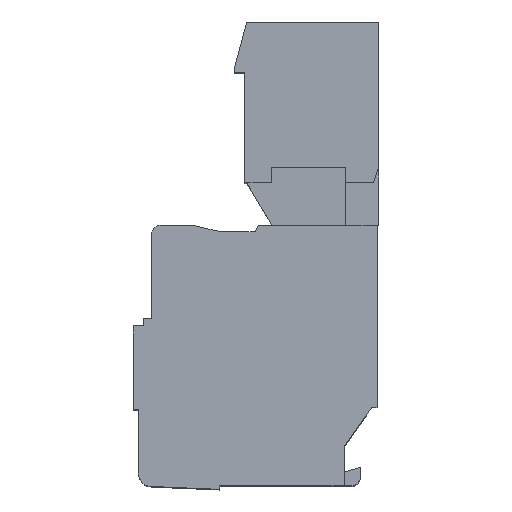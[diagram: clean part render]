
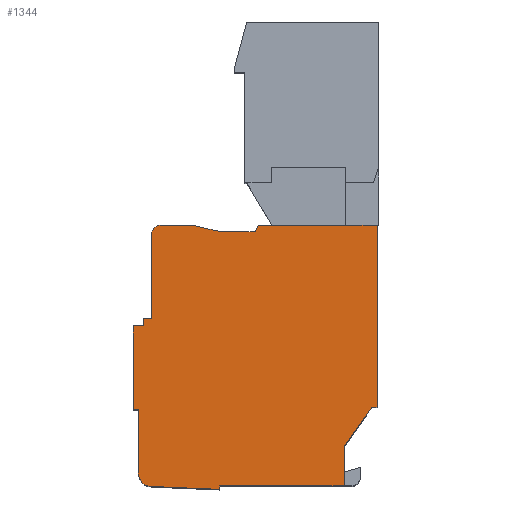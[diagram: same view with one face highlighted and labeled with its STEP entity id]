
A CAD part, top view. The second image highlights one B-rep face of the part: STEP entity #1344.
In plain terms, the highlighted planar face has unit normal (0, 0, 1).
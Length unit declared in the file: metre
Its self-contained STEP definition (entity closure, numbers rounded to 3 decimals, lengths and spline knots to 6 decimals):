
#1344 = ADVANCED_FACE( '', ( #2991 ), #2992, .T. );
#2991 = FACE_OUTER_BOUND( '', #4928, .T. );
#2992 = PLANE( '', #4929 );
#4928 = EDGE_LOOP( '', ( #9116, #9117, #9118, #9119, #9120, #9121, #9122, #9123, #9124, #9125, #9126, #9127, #9128, #9129, #9130, #9131, #9132, #9133, #9134, #9135, #9136 ) );
#4929 = AXIS2_PLACEMENT_3D( '', #9137, #9138, #9139 );
#9116 = ORIENTED_EDGE( '', *, *, #13418, .T. );
#9117 = ORIENTED_EDGE( '', *, *, #13330, .T. );
#9118 = ORIENTED_EDGE( '', *, *, #12617, .T. );
#9119 = ORIENTED_EDGE( '', *, *, #13440, .T. );
#9120 = ORIENTED_EDGE( '', *, *, #13124, .T. );
#9121 = ORIENTED_EDGE( '', *, *, #13441, .T. );
#9122 = ORIENTED_EDGE( '', *, *, #12473, .T. );
#9123 = ORIENTED_EDGE( '', *, *, #13015, .T. );
#9124 = ORIENTED_EDGE( '', *, *, #12072, .T. );
#9125 = ORIENTED_EDGE( '', *, *, #13340, .T. );
#9126 = ORIENTED_EDGE( '', *, *, #13442, .T. );
#9127 = ORIENTED_EDGE( '', *, *, #13027, .T. );
#9128 = ORIENTED_EDGE( '', *, *, #13443, .T. );
#9129 = ORIENTED_EDGE( '', *, *, #12347, .T. );
#9130 = ORIENTED_EDGE( '', *, *, #12337, .T. );
#9131 = ORIENTED_EDGE( '', *, *, #11997, .T. );
#9132 = ORIENTED_EDGE( '', *, *, #13444, .T. );
#9133 = ORIENTED_EDGE( '', *, *, #13445, .T. );
#9134 = ORIENTED_EDGE( '', *, *, #12924, .T. );
#9135 = ORIENTED_EDGE( '', *, *, #12043, .T. );
#9136 = ORIENTED_EDGE( '', *, *, #11703, .T. );
#9137 = CARTESIAN_POINT( '', ( -0.0056, 0.00795, 0.019101 ) );
#9138 = DIRECTION( '', ( 0., 0., 1. ) );
#9139 = DIRECTION( '', ( 1., 0., 0. ) );
#11703 = EDGE_CURVE( '', #14033, #14031, #14034, .T. );
#11997 = EDGE_CURVE( '', #14575, #14573, #14576, .T. );
#12043 = EDGE_CURVE( '', #14656, #14033, #14657, .T. );
#12072 = EDGE_CURVE( '', #14705, #14703, #14706, .T. );
#12337 = EDGE_CURVE( '', #15149, #14575, #15150, .T. );
#12347 = EDGE_CURVE( '', #15166, #15149, #15167, .T. );
#12473 = EDGE_CURVE( '', #15375, #15373, #15376, .T. );
#12617 = EDGE_CURVE( '', #15608, #15606, #15609, .T. );
#12924 = EDGE_CURVE( '', #16068, #14656, #16069, .T. );
#13015 = EDGE_CURVE( '', #15373, #14705, #16195, .T. );
#13027 = EDGE_CURVE( '', #16212, #16210, #16213, .T. );
#13124 = EDGE_CURVE( '', #16358, #16356, #16359, .T. );
#13330 = EDGE_CURVE( '', #16655, #15608, #16656, .T. );
#13340 = EDGE_CURVE( '', #14703, #16667, #16669, .T. );
#13418 = EDGE_CURVE( '', #14031, #16655, #16770, .T. );
#13440 = EDGE_CURVE( '', #15606, #16358, #16800, .T. );
#13441 = EDGE_CURVE( '', #16356, #15375, #16801, .T. );
#13442 = EDGE_CURVE( '', #16667, #16212, #16802, .T. );
#13443 = EDGE_CURVE( '', #16210, #15166, #16803, .T. );
#13444 = EDGE_CURVE( '', #14573, #16804, #16805, .T. );
#13445 = EDGE_CURVE( '', #16804, #16068, #16806, .T. );
#14031 = VERTEX_POINT( '', #17478 );
#14033 = VERTEX_POINT( '', #17481 );
#14034 = LINE( '', #17482, #17483 );
#14573 = VERTEX_POINT( '', #18262 );
#14575 = VERTEX_POINT( '', #18265 );
#14576 = LINE( '', #18266, #18267 );
#14656 = VERTEX_POINT( '', #18383 );
#14657 = LINE( '', #18384, #18385 );
#14703 = VERTEX_POINT( '', #18469 );
#14705 = VERTEX_POINT( '', #18472 );
#14706 = LINE( '', #18473, #18474 );
#15149 = VERTEX_POINT( '', #19151 );
#15150 = LINE( '', #19152, #19153 );
#15166 = VERTEX_POINT( '', #19172 );
#15167 = LINE( '', #19173, #19174 );
#15373 = VERTEX_POINT( '', #19467 );
#15375 = VERTEX_POINT( '', #19470 );
#15376 = LINE( '', #19471, #19472 );
#15606 = VERTEX_POINT( '', #19806 );
#15608 = VERTEX_POINT( '', #19809 );
#15609 = CIRCLE( '', #19810, 0.0005 );
#16068 = VERTEX_POINT( '', #20527 );
#16069 = LINE( '', #20528, #20529 );
#16195 = LINE( '', #20715, #20716 );
#16210 = VERTEX_POINT( '', #20738 );
#16212 = VERTEX_POINT( '', #20741 );
#16213 = LINE( '', #20742, #20743 );
#16356 = VERTEX_POINT( '', #20969 );
#16358 = VERTEX_POINT( '', #20972 );
#16359 = LINE( '', #20973, #20974 );
#16655 = VERTEX_POINT( '', #21526 );
#16656 = LINE( '', #21527, #21528 );
#16667 = VERTEX_POINT( '', #21541 );
#16669 = LINE( '', #21544, #21545 );
#16770 = LINE( '', #21700, #21701 );
#16800 = LINE( '', #21744, #21745 );
#16801 = LINE( '', #21746, #21747 );
#16802 = CIRCLE( '', #21748, 0.0008 );
#16803 = LINE( '', #21749, #21750 );
#16804 = VERTEX_POINT( '', #21751 );
#16805 = LINE( '', #21752, #21753 );
#16806 = LINE( '', #21754, #21755 );
#17478 = CARTESIAN_POINT( '', ( -0.002, 0.00805, 0.019101 ) );
#17481 = CARTESIAN_POINT( '', ( 0., 0.00805, 0.019101 ) );
#17482 = CARTESIAN_POINT( '', ( 0., 0.00805, 0.019101 ) );
#17483 = VECTOR( '', #22787, 1. );
#18262 = CARTESIAN_POINT( '', ( 0.006885, -0.0023, 0.019101 ) );
#18265 = CARTESIAN_POINT( '', ( 0.00525, -0.004648, 0.019101 ) );
#18266 = CARTESIAN_POINT( '', ( 0.00525, -0.004648, 0.019101 ) );
#18267 = VECTOR( '', #23116, 1. );
#18383 = CARTESIAN_POINT( '', ( 0.0002, 0.00845, 0.019101 ) );
#18384 = CARTESIAN_POINT( '', ( 0.0002, 0.00845, 0.019101 ) );
#18385 = VECTOR( '', #23153, 1. );
#18469 = CARTESIAN_POINT( '', ( -0.0069, -0.00245, 0.019101 ) );
#18472 = CARTESIAN_POINT( '', ( -0.0072, -0.00245, 0.019101 ) );
#18473 = CARTESIAN_POINT( '', ( -0.0072, -0.00245, 0.019101 ) );
#18474 = VECTOR( '', #23180, 1. );
#19151 = CARTESIAN_POINT( '', ( 0.00525, -0.00695, 0.019101 ) );
#19152 = CARTESIAN_POINT( '', ( 0.00525, -0.00695, 0.019101 ) );
#19153 = VECTOR( '', #23426, 1. );
#19172 = CARTESIAN_POINT( '', ( -0.002104, -0.00695, 0.019101 ) );
#19173 = CARTESIAN_POINT( '', ( -0.002104, -0.00695, 0.019101 ) );
#19174 = VECTOR( '', #23442, 1. );
#19467 = CARTESIAN_POINT( '', ( -0.0072, 0.0025, 0.019101 ) );
#19470 = CARTESIAN_POINT( '', ( -0.0066, 0.0025, 0.019101 ) );
#19471 = CARTESIAN_POINT( '', ( -0.0066, 0.0025, 0.019101 ) );
#19472 = VECTOR( '', #23564, 1. );
#19806 = CARTESIAN_POINT( '', ( -0.0061, 0.00795, 0.019101 ) );
#19809 = CARTESIAN_POINT( '', ( -0.0056, 0.00845, 0.019101 ) );
#19810 = AXIS2_PLACEMENT_3D( '', #23709, #23710, #23711 );
#20527 = CARTESIAN_POINT( '', ( 0.0072, 0.00845, 0.019101 ) );
#20528 = CARTESIAN_POINT( '', ( 0.0072, 0.00845, 0.019101 ) );
#20529 = VECTOR( '', #23983, 1. );
#20715 = CARTESIAN_POINT( '', ( -0.0072, 0.0025, 0.019101 ) );
#20716 = VECTOR( '', #24065, 1. );
#20738 = CARTESIAN_POINT( '', ( -0.002104, -0.007152, 0.019101 ) );
#20741 = CARTESIAN_POINT( '', ( -0.006134, -0.006982, 0.019101 ) );
#20742 = CARTESIAN_POINT( '', ( -0.006134, -0.006982, 0.019101 ) );
#20743 = VECTOR( '', #24074, 1. );
#20969 = CARTESIAN_POINT( '', ( -0.0066, 0.00295, 0.019101 ) );
#20972 = CARTESIAN_POINT( '', ( -0.0061, 0.00295, 0.019101 ) );
#20973 = CARTESIAN_POINT( '', ( -0.0061, 0.00295, 0.019101 ) );
#20974 = VECTOR( '', #24165, 1. );
#21526 = CARTESIAN_POINT( '', ( -0.0037, 0.00845, 0.019101 ) );
#21527 = CARTESIAN_POINT( '', ( -0.0037, 0.00845, 0.019101 ) );
#21528 = VECTOR( '', #24353, 1. );
#21541 = CARTESIAN_POINT( '', ( -0.0069, -0.006183, 0.019101 ) );
#21544 = CARTESIAN_POINT( '', ( -0.0069, -0.00245, 0.019101 ) );
#21545 = VECTOR( '', #24363, 1. );
#21700 = CARTESIAN_POINT( '', ( -0.002, 0.00805, 0.019101 ) );
#21701 = VECTOR( '', #24421, 1. );
#21744 = CARTESIAN_POINT( '', ( -0.0061, 0.00795, 0.019101 ) );
#21745 = VECTOR( '', #24438, 1. );
#21746 = CARTESIAN_POINT( '', ( -0.0066, 0.00295, 0.019101 ) );
#21747 = VECTOR( '', #24439, 1. );
#21748 = AXIS2_PLACEMENT_3D( '', #24440, #24441, #24442 );
#21749 = CARTESIAN_POINT( '', ( -0.002104, -0.007152, 0.019101 ) );
#21750 = VECTOR( '', #24443, 1. );
#21751 = CARTESIAN_POINT( '', ( 0.0072, -0.0023, 0.019101 ) );
#21752 = CARTESIAN_POINT( '', ( 0.006885, -0.0023, 0.019101 ) );
#21753 = VECTOR( '', #24444, 1. );
#21754 = CARTESIAN_POINT( '', ( 0.0072, -0.0023, 0.019101 ) );
#21755 = VECTOR( '', #24445, 1. );
#22787 = DIRECTION( '', ( -1., 0., 0. ) );
#23116 = DIRECTION( '', ( 0.571, 0.821, 0. ) );
#23153 = DIRECTION( '', ( -0.447, -0.894, 0. ) );
#23180 = DIRECTION( '', ( 1., 0., 0. ) );
#23426 = DIRECTION( '', ( 0., 1., 0. ) );
#23442 = DIRECTION( '', ( 1., 0., 0. ) );
#23564 = DIRECTION( '', ( -1., 0., 0. ) );
#23709 = CARTESIAN_POINT( '', ( -0.0056, 0.00795, 0.019101 ) );
#23710 = DIRECTION( '', ( 0., 0., 1. ) );
#23711 = DIRECTION( '', ( 1., 0., 0. ) );
#23983 = DIRECTION( '', ( -1., 0., 0. ) );
#24065 = DIRECTION( '', ( 0., -1., 0. ) );
#24074 = DIRECTION( '', ( 0.999, -0.042, 0. ) );
#24165 = DIRECTION( '', ( -1., 0., 0. ) );
#24353 = DIRECTION( '', ( -1., 0., 0. ) );
#24363 = DIRECTION( '', ( 0., -1., 0. ) );
#24421 = DIRECTION( '', ( -0.973, 0.229, 0. ) );
#24438 = DIRECTION( '', ( 0., -1., 0. ) );
#24439 = DIRECTION( '', ( 0., -1., 0. ) );
#24440 = CARTESIAN_POINT( '', ( -0.0061, -0.006183, 0.019101 ) );
#24441 = DIRECTION( '', ( 0., 0., 1. ) );
#24442 = DIRECTION( '', ( 1., 0., 0. ) );
#24443 = DIRECTION( '', ( 0., 1., 0. ) );
#24444 = DIRECTION( '', ( 1., 0., 0. ) );
#24445 = DIRECTION( '', ( 0., 1., 0. ) );
